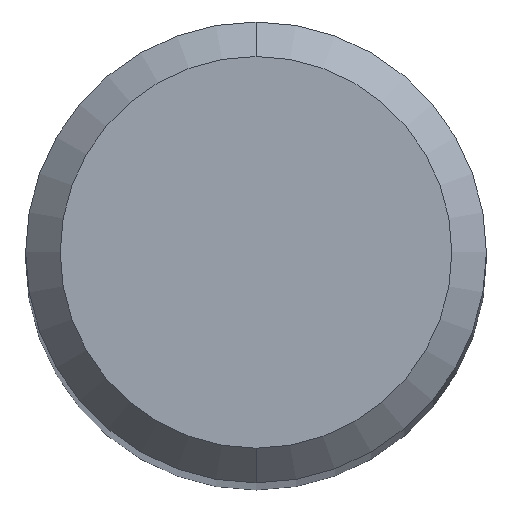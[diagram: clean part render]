
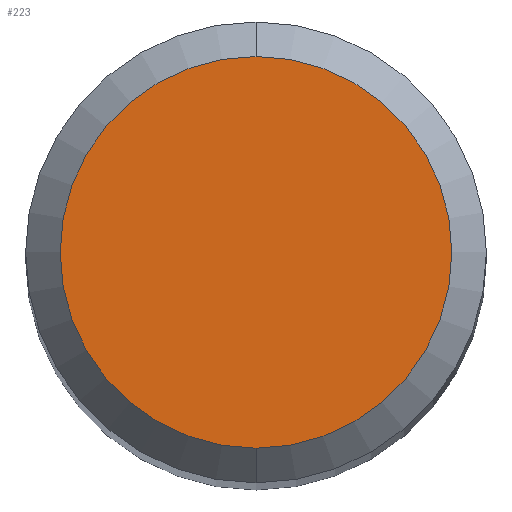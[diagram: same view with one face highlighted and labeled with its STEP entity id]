
A CAD part, top view. The second image highlights one B-rep face of the part: STEP entity #223.
In plain terms, the highlighted planar face has unit normal (0, 0, 1).
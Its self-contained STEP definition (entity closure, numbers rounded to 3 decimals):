
#191=VERTEX_POINT('',#491);
#223=ADVANCED_FACE('',(#526),#527,.T.);
#227=VERTEX_POINT('',#531);
#239=EDGE_CURVE('',#227,#191,#545,.T.);
#335=EDGE_CURVE('',#191,#227,#651,.T.);
#491=CARTESIAN_POINT('',(0.0,1.7,0.0));
#526=FACE_OUTER_BOUND('',#922,.T.);
#527=PLANE('',#923);
#531=CARTESIAN_POINT('',(0.,-1.7,0.0));
#545=CIRCLE('',#948,1.7);
#651=CIRCLE('',#1191,1.7);
#922=EDGE_LOOP('',(#1462,#1463));
#923=AXIS2_PLACEMENT_3D('',#1464,#1465,#1466);
#948=AXIS2_PLACEMENT_3D('',#1485,#1486,#1487);
#1191=AXIS2_PLACEMENT_3D('',#1620,#1621,#1622);
#1462=ORIENTED_EDGE('',*,*,#335,.F.);
#1463=ORIENTED_EDGE('',*,*,#239,.F.);
#1464=CARTESIAN_POINT('',(0.0,0.85,0.0));
#1465=DIRECTION('',(-0.0,0.0,1.0));
#1466=DIRECTION('',(0.0,-1.0,0.0));
#1485=CARTESIAN_POINT('',(0.0,0.0,0.0));
#1486=DIRECTION('',(0.0,0.0,-1.0));
#1487=DIRECTION('',(0.0,1.0,0.0));
#1620=CARTESIAN_POINT('',(0.0,0.0,0.0));
#1621=DIRECTION('',(0.0,0.0,-1.0));
#1622=DIRECTION('',(0.0,1.0,0.0));
